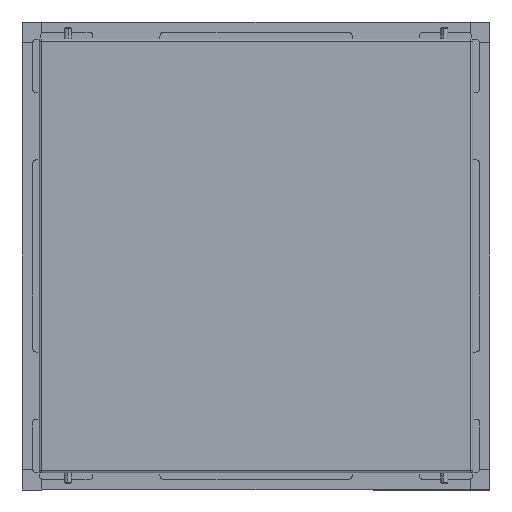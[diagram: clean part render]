
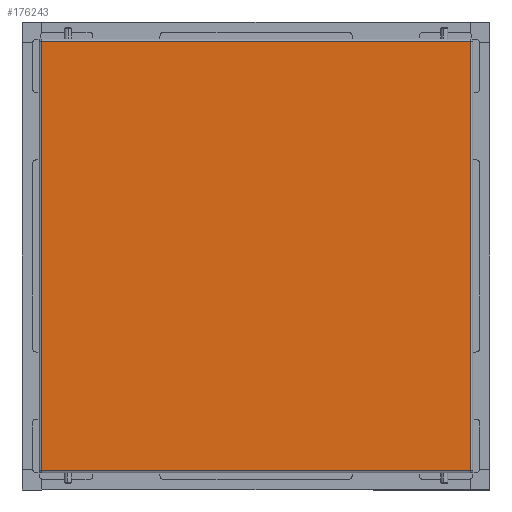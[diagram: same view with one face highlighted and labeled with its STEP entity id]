
A CAD part, front view. The second image highlights one B-rep face of the part: STEP entity #176243.
In plain terms, the highlighted face is planar.
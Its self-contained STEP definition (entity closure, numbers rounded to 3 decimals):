
#10343 = EDGE_CURVE ( 'Defeature completata1_49+Defeature completata1_95+Defeature completata1_90+Defeature completata1_96', #115508, #159681, #165587, .T. ) ;
#14913 = ORIENTED_EDGE ( 'NONE', *, *, #32923, .T. ) ;
#14939 = EDGE_CURVE ( 'Defeature completata1_49+Defeature completata1_91+Defeature completata1_96+Defeature completata1_90', #108385, #29210, #186602, .T. ) ;
#19135 = ORIENTED_EDGE ( 'NONE', *, *, #14939, .T. ) ;
#19826 = CARTESIAN_POINT ( 'NONE',  ( -134.79, -298.421, -12.845 ) ) ;
#19945 = PLANE ( 'NONE',  #103576 ) ;
#25523 = LINE ( 'NONE', #84719, #104680 ) ;
#26317 = CARTESIAN_POINT ( 'NONE',  ( -134.79, 246.779, -12.845 ) ) ;
#29210 = VERTEX_POINT ( 'NONE', #147862 ) ;
#29553 = VECTOR ( 'NONE', #101147, 1000. ) ;
#32515 = DIRECTION ( 'NONE',  ( -1., 0., 0. ) ) ;
#32923 = EDGE_CURVE ( 'Defeature completata1_49+Defeature completata1_96+Defeature completata1_95+Defeature completata1_91', #159681, #108385, #25523, .T. ) ;
#34768 = ORIENTED_EDGE ( 'NONE', *, *, #10343, .T. ) ;
#39029 = DIRECTION ( 'NONE',  ( 1., 0., 0. ) ) ;
#55837 = CARTESIAN_POINT ( 'NONE',  ( 412.81, -298.421, -12.845 ) ) ;
#76261 = CARTESIAN_POINT ( 'NONE',  ( -134.79, -300.821, -12.845 ) ) ;
#79787 = CARTESIAN_POINT ( 'NONE',  ( -132.39, -298.421, -12.845 ) ) ;
#84719 = CARTESIAN_POINT ( 'NONE',  ( -132.39, -300.821, -12.845 ) ) ;
#93877 = EDGE_LOOP ( 'NONE', ( #153595, #34768, #14913, #19135 ) ) ;
#95646 = DIRECTION ( 'NONE',  ( 0., -1., 0. ) ) ;
#98305 = CARTESIAN_POINT ( 'NONE',  ( 412.81, -300.821, -12.845 ) ) ;
#101147 = DIRECTION ( 'NONE',  ( 0., -1., 0. ) ) ;
#103576 = AXIS2_PLACEMENT_3D ( 'NONE', #76261, #151109, #95646 ) ;
#104680 = VECTOR ( 'NONE', #144080, 1000. ) ;
#108315 = FACE_OUTER_BOUND ( 'NONE', #93877, .T. ) ;
#108385 = VERTEX_POINT ( 'NONE', #165162 ) ;
#112848 = LINE ( 'NONE', #98305, #29553 ) ;
#115508 = VERTEX_POINT ( 'NONE', #55837 ) ;
#117860 = EDGE_CURVE ( 'Defeature completata1_49+Defeature completata1_90+Defeature completata1_91+Defeature completata1_95', #29210, #115508, #112848, .T. ) ;
#144080 = DIRECTION ( 'NONE',  ( 0., 1., 0. ) ) ;
#147862 = CARTESIAN_POINT ( 'NONE',  ( 412.81, 246.779, -12.845 ) ) ;
#151109 = DIRECTION ( 'NONE',  ( 0., 0., 1. ) ) ;
#153595 = ORIENTED_EDGE ( 'NONE', *, *, #117860, .T. ) ;
#159681 = VERTEX_POINT ( 'NONE', #79787 ) ;
#161217 = VECTOR ( 'NONE', #39029, 1000. ) ;
#165162 = CARTESIAN_POINT ( 'NONE',  ( -132.39, 246.779, -12.845 ) ) ;
#165587 = LINE ( 'NONE', #19826, #172685 ) ;
#172685 = VECTOR ( 'NONE', #32515, 1000. ) ;
#176243 = ADVANCED_FACE ( 'Defeature completata1_49', ( #108315 ), #19945, .F. ) ;
#186602 = LINE ( 'NONE', #26317, #161217 ) ;
